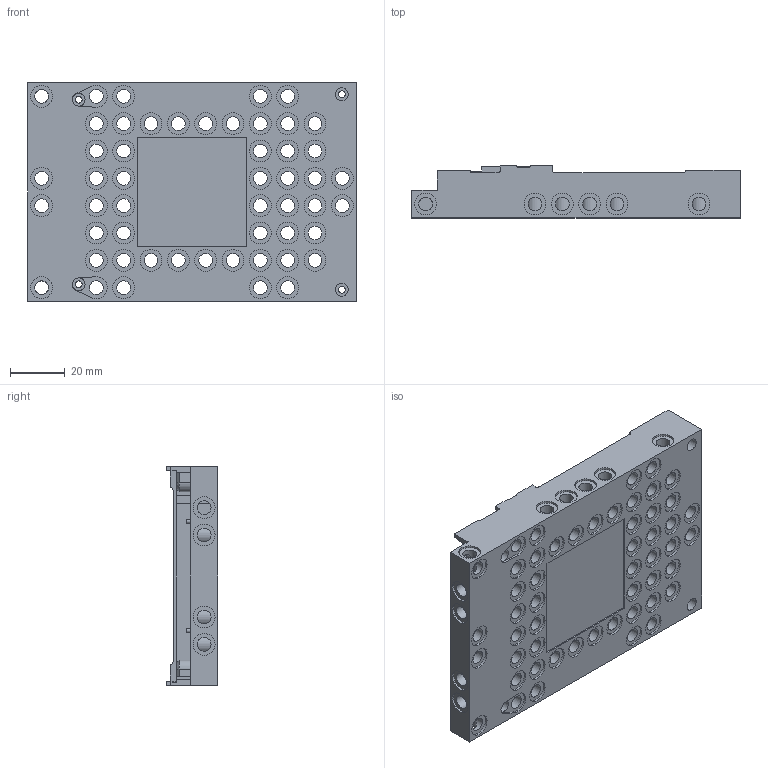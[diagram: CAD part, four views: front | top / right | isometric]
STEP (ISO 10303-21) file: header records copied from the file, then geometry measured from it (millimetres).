
FILE_DESCRIPTION(/* description */ (''),/* implementation_level */ '2;1');
FILE_NAME(/* name */ 'BRcA_2.stp',/* time_stamp */ '2019-06-11T10:09:36+02:00',/* author */ ('Varga Daniel'),/* organization */ (''),/* preprocessor_version */ 'ST-DEVELOPER v18',/* originating_system */ 'Autodesk Inventor 2020',/* authorisation */ '');
FILE_SCHEMA (('AUTOMOTIVE_DESIGN { 1 0 10303 214 3 1 1 }'));
Length unit declared in the file: millimetre
Products named in the file (1): BRcA_1
Bounding box: 120 x 18.93 x 80 mm (x, y, z)
Volume: 37982.6 mm3; surface area: 49051.1 mm2
Topology: 1 solids, 1 shells, 605 faces, 1744 edges, 1259 vertices
Faces by surface type: plane 344, cylinder 257, cone 4
Full cylindrical faces by diameter (mm): 1.5 x4, 2.5 x4, 3 x4, 4.7 x4, 5 x76, 7 x38, 8 x70
Entity records: 21604 total; most frequent: DIRECTION 3792, CARTESIAN_POINT 3609, ORIENTED_EDGE 3488, EDGE_CURVE 1744, AXIS2_PLACEMENT_3D 1442, VERTEX_POINT 1259, LINE 908, VECTOR 908
